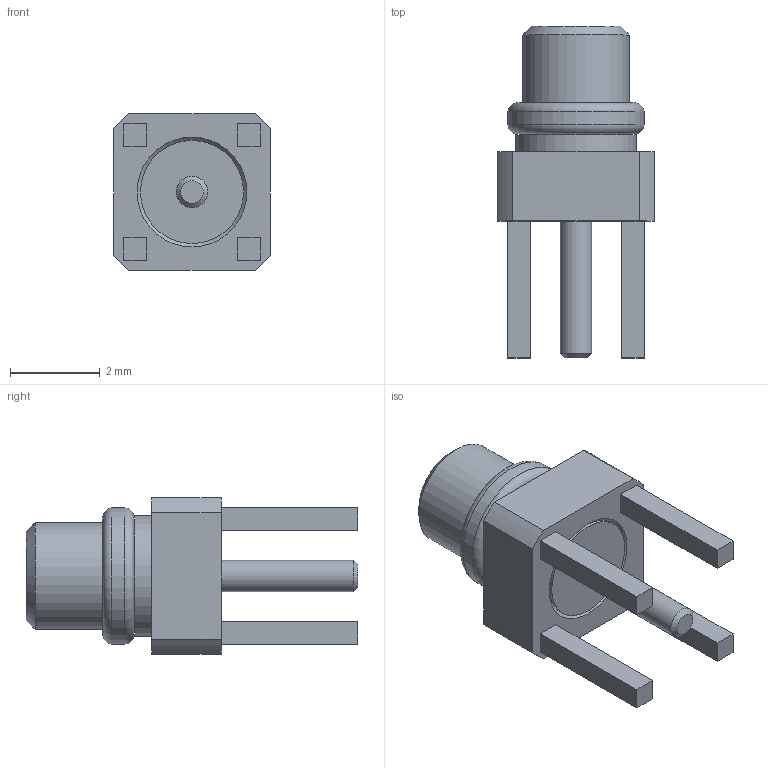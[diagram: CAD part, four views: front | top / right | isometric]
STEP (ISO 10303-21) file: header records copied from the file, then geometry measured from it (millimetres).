
FILE_DESCRIPTION(/* description */ ('STEP AP214'),/* implementation_level */ '2;1');
FILE_NAME(/* name */ 'MMCX-P-P-H-ST-TH1',/* time_stamp */ '2025-03-14T16:59:37+01:00',/* author */ ('License CC BY-ND 4.0'),/* organization */ ('CADENAS'),/* preprocessor_version */ 'ST-DEVELOPER v19.3',/* originating_system */ 'PARTsolutions',/* authorisation */ ' ');
FILE_SCHEMA (('AUTOMOTIVE_DESIGN {1 0 10303 214 3 1 1}'));
Length unit declared in the file: millimetre
Products named in the file (1): MMCX-P-P-H-ST-TH1
Bounding box: 3.5 x 7.4 x 3.5 mm (x, y, z)
Volume: 34.4 mm3; surface area: 115.4 mm2
Topology: 1 solids, 1 shells, 55 faces, 122 edges, 80 vertices
Faces by surface type: plane 37, cylinder 12, cone 4, torus 2
Full cylindrical faces by diameter (mm): 0.4 x1, 0.7 x1, 1.6 x1, 2 x1, 2.3 x1, 2.38 x1, 2.7 x1
Entity records: 1472 total; most frequent: DIRECTION 256, CARTESIAN_POINT 242, ORIENTED_EDGE 216, EDGE_CURVE 108, AXIS2_PLACEMENT_3D 92, VERTEX_POINT 78, EDGE_LOOP 78, FACE_BOUND 78
